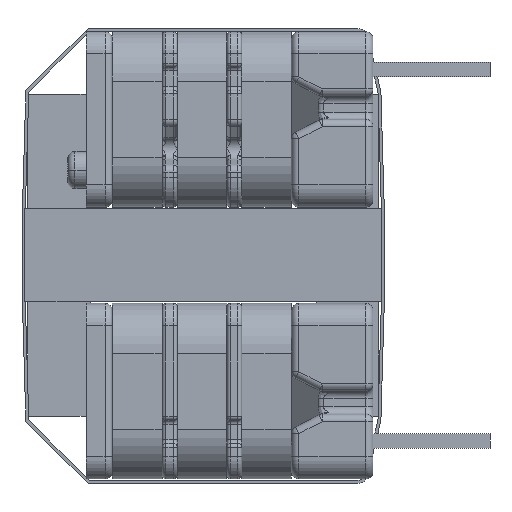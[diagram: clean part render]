
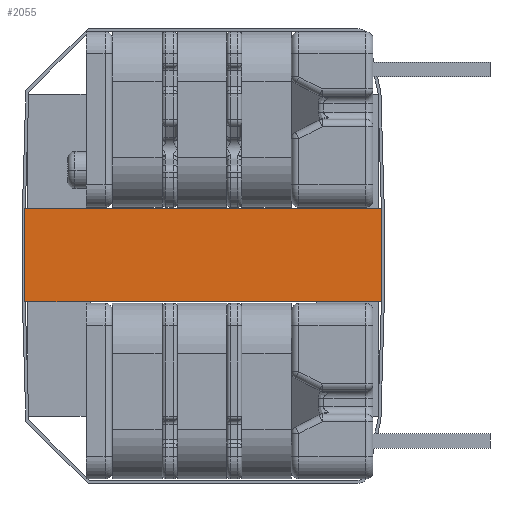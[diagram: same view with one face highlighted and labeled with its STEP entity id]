
A CAD part, left-side view. The second image highlights one B-rep face of the part: STEP entity #2055.
In plain terms, the highlighted planar face has unit normal (-1, 0, 0).
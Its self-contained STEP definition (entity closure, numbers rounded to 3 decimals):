
#1126 = VERTEX_POINT ( 'NONE', #6297 ) ;
#1127 = VERTEX_POINT ( 'NONE', #6298 ) ;
#1128 = VERTEX_POINT ( 'NONE', #6299 ) ;
#1129 = VERTEX_POINT ( 'NONE', #6300 ) ;
#2055 = ADVANCED_FACE ( 'NONE', ( #7531 ), #8665, .T. ) ;
#2219 = EDGE_LOOP ( 'NONE', ( #5132, #5134, #5133, #5135 ) ) ;
#5132 = ORIENTED_EDGE ( 'NONE', *, *, #5404, .F. ) ;
#5133 = ORIENTED_EDGE ( 'NONE', *, *, #5405, .T. ) ;
#5134 = ORIENTED_EDGE ( 'NONE', *, *, #5403, .F. ) ;
#5135 = ORIENTED_EDGE ( 'NONE', *, *, #5406, .T. ) ;
#5403 = EDGE_CURVE ( 'NONE', #1128, #1126, #12993, .T. ) ;
#5404 = EDGE_CURVE ( 'NONE', #1126, #1127, #12996, .T. ) ;
#5405 = EDGE_CURVE ( 'NONE', #1128, #1129, #12999, .T. ) ;
#5406 = EDGE_CURVE ( 'NONE', #1129, #1127, #13002, .T. ) ;
#6297 = CARTESIAN_POINT ( 'NONE',  ( -0.1, 0.1, 0. ) ) ;
#6298 = CARTESIAN_POINT ( 'NONE',  ( -0.1, -12.1, 0. ) ) ;
#6299 = CARTESIAN_POINT ( 'NONE',  ( -0.1, 0.1, -3.18 ) ) ;
#6300 = CARTESIAN_POINT ( 'NONE',  ( -0.1, -12.1, -3.18 ) ) ;
#7531 = FACE_OUTER_BOUND ( 'NONE', #2219, .T. ) ;
#7532 = AXIS2_PLACEMENT_3D ( 'NONE', #8666, #8667, #8668 ) ;
#8665 = PLANE ( 'NONE',  #7532 ) ;
#8666 = CARTESIAN_POINT ( 'NONE',  ( -0.1, 0.1, -3.18 ) ) ;
#8667 = DIRECTION ( 'NONE',  ( -1., 0., 0. ) ) ;
#8668 = DIRECTION ( 'NONE',  ( 0., -1., 0. ) ) ;
#12993 = LINE ( 'NONE', #12994, #13665 ) ;
#12994 = CARTESIAN_POINT ( 'NONE',  ( -0.1, 0.1, -3.18 ) ) ;
#12995 = DIRECTION ( 'NONE',  ( 0., 0., 1. ) ) ;
#12996 = LINE ( 'NONE', #12997, #13666 ) ;
#12997 = CARTESIAN_POINT ( 'NONE',  ( -0.1, 0.1, 0. ) ) ;
#12998 = DIRECTION ( 'NONE',  ( 0., -1., 0. ) ) ;
#12999 = LINE ( 'NONE', #13000, #13667 ) ;
#13000 = CARTESIAN_POINT ( 'NONE',  ( -0.1, 0.1, -3.18 ) ) ;
#13001 = DIRECTION ( 'NONE',  ( 0., -1., 0. ) ) ;
#13002 = LINE ( 'NONE', #13003, #13668 ) ;
#13003 = CARTESIAN_POINT ( 'NONE',  ( -0.1, -12.1, -3.18 ) ) ;
#13004 = DIRECTION ( 'NONE',  ( 0., 0., 1. ) ) ;
#13665 = VECTOR ( 'NONE', #12995, 1000. ) ;
#13666 = VECTOR ( 'NONE', #12998, 1000. ) ;
#13667 = VECTOR ( 'NONE', #13001, 1000. ) ;
#13668 = VECTOR ( 'NONE', #13004, 1000. ) ;
